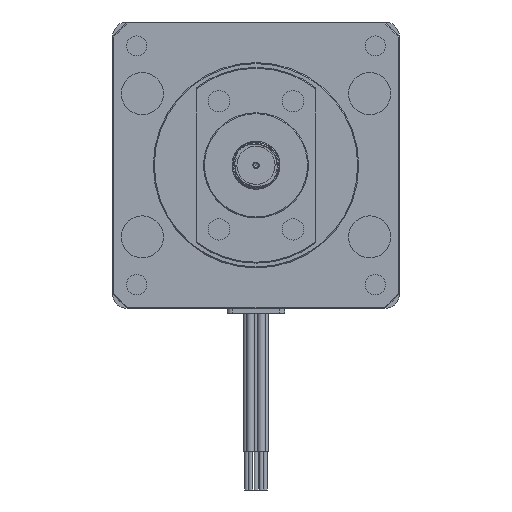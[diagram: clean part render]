
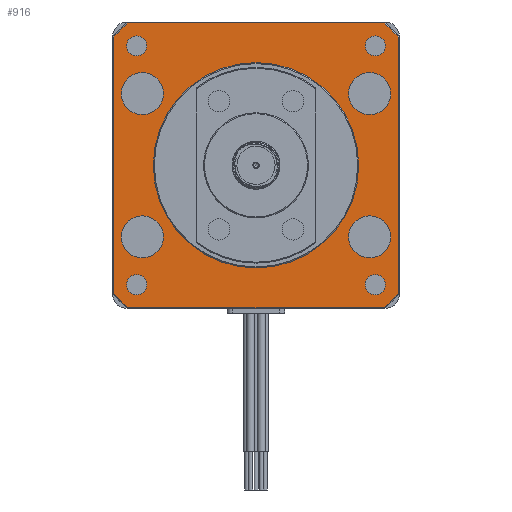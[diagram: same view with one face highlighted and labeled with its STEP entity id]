
A CAD part, front view. The second image highlights one B-rep face of the part: STEP entity #916.
In plain terms, the highlighted planar face has unit normal (0, -1, 0).
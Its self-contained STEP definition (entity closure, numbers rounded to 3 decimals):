
#916 = ADVANCED_FACE( '', ( #1861, #1862, #1863, #1864, #1865, #1866, #1867, #1868, #1869, #1870 ), #1871, .F. );
#1861 = FACE_BOUND( '', #10123, .T. );
#1862 = FACE_BOUND( '', #10124, .T. );
#1863 = FACE_BOUND( '', #10125, .T. );
#1864 = FACE_BOUND( '', #10126, .T. );
#1865 = FACE_BOUND( '', #10127, .T. );
#1866 = FACE_BOUND( '', #10128, .T. );
#1867 = FACE_BOUND( '', #10129, .T. );
#1868 = FACE_BOUND( '', #10130, .T. );
#1869 = FACE_BOUND( '', #10131, .T. );
#1870 = FACE_OUTER_BOUND( '', #10132, .T. );
#1871 = PLANE( '', #10133 );
#10123 = EDGE_LOOP( '', ( #19280 ) );
#10124 = EDGE_LOOP( '', ( #19281 ) );
#10125 = EDGE_LOOP( '', ( #19282 ) );
#10126 = EDGE_LOOP( '', ( #19283 ) );
#10127 = EDGE_LOOP( '', ( #19284 ) );
#10128 = EDGE_LOOP( '', ( #19285 ) );
#10129 = EDGE_LOOP( '', ( #19286 ) );
#10130 = EDGE_LOOP( '', ( #19287 ) );
#10131 = EDGE_LOOP( '', ( #19288 ) );
#10132 = EDGE_LOOP( '', ( #19289, #19290, #19291, #19292, #19293, #19294, #19295, #19296 ) );
#10133 = AXIS2_PLACEMENT_3D( '', #19297, #19298, #19299 );
#19280 = ORIENTED_EDGE( '', *, *, #20676, .T. );
#19281 = ORIENTED_EDGE( '', *, *, #20336, .T. );
#19282 = ORIENTED_EDGE( '', *, *, #20522, .T. );
#19283 = ORIENTED_EDGE( '', *, *, #20926, .T. );
#19284 = ORIENTED_EDGE( '', *, *, #20625, .T. );
#19285 = ORIENTED_EDGE( '', *, *, #20265, .T. );
#19286 = ORIENTED_EDGE( '', *, *, #20927, .T. );
#19287 = ORIENTED_EDGE( '', *, *, #20473, .T. );
#19288 = ORIENTED_EDGE( '', *, *, #20796, .T. );
#19289 = ORIENTED_EDGE( '', *, *, #20928, .T. );
#19290 = ORIENTED_EDGE( '', *, *, #20929, .T. );
#19291 = ORIENTED_EDGE( '', *, *, #20428, .T. );
#19292 = ORIENTED_EDGE( '', *, *, #20787, .T. );
#19293 = ORIENTED_EDGE( '', *, *, #20930, .T. );
#19294 = ORIENTED_EDGE( '', *, *, #20931, .T. );
#19295 = ORIENTED_EDGE( '', *, *, #20257, .T. );
#19296 = ORIENTED_EDGE( '', *, *, #20777, .T. );
#19297 = CARTESIAN_POINT( '', ( 0., -22.8, 0. ) );
#19298 = DIRECTION( '', ( 0., 1., 0. ) );
#19299 = DIRECTION( '', ( 0., 0., 1. ) );
#20257 = EDGE_CURVE( '', #21233, #21238, #21240, .T. );
#20265 = EDGE_CURVE( '', #21253, #21253, #21254, .T. );
#20336 = EDGE_CURVE( '', #21373, #21373, #21374, .T. );
#20428 = EDGE_CURVE( '', #21532, #21530, #21533, .T. );
#20473 = EDGE_CURVE( '', #21607, #21607, #21608, .T. );
#20522 = EDGE_CURVE( '', #21690, #21690, #21691, .T. );
#20625 = EDGE_CURVE( '', #21862, #21862, #21863, .T. );
#20676 = EDGE_CURVE( '', #21935, #21935, #21936, .T. );
#20777 = EDGE_CURVE( '', #21238, #22079, #22081, .F. );
#20787 = EDGE_CURVE( '', #21530, #22091, #22093, .F. );
#20796 = EDGE_CURVE( '', #22106, #22106, #22107, .T. );
#20926 = EDGE_CURVE( '', #22261, #22261, #22262, .T. );
#20927 = EDGE_CURVE( '', #22263, #22263, #22264, .T. );
#20928 = EDGE_CURVE( '', #22079, #22265, #22266, .T. );
#20929 = EDGE_CURVE( '', #22265, #21532, #22267, .F. );
#20930 = EDGE_CURVE( '', #22091, #22268, #22269, .T. );
#20931 = EDGE_CURVE( '', #22268, #21233, #22270, .F. );
#21233 = VERTEX_POINT( '', #22647 );
#21238 = VERTEX_POINT( '', #22656 );
#21240 = LINE( '', #22661, #22662 );
#21253 = VERTEX_POINT( '', #22677 );
#21254 = CIRCLE( '', #22678, 2.1 );
#21373 = VERTEX_POINT( '', #22828 );
#21374 = CIRCLE( '', #22829, 4.4 );
#21530 = VERTEX_POINT( '', #23043 );
#21532 = VERTEX_POINT( '', #23048 );
#21533 = LINE( '', #23049, #23050 );
#21607 = VERTEX_POINT( '', #24084 );
#21608 = CIRCLE( '', #24085, 2.1 );
#21690 = VERTEX_POINT( '', #25189 );
#21691 = CIRCLE( '', #25190, 4.4 );
#21862 = VERTEX_POINT( '', #25454 );
#21863 = CIRCLE( '', #25455, 2.1 );
#21935 = VERTEX_POINT( '', #25556 );
#21936 = CIRCLE( '', #25557, 4.4 );
#22079 = VERTEX_POINT( '', #25745 );
#22081 = CIRCLE( '', #25750, 40.1 );
#22091 = VERTEX_POINT( '', #25767 );
#22093 = CIRCLE( '', #25772, 40.1 );
#22106 = VERTEX_POINT( '', #25793 );
#22107 = CIRCLE( '', #25794, 21.5 );
#22261 = VERTEX_POINT( '', #26464 );
#22262 = CIRCLE( '', #26465, 4.4 );
#22263 = VERTEX_POINT( '', #26466 );
#22264 = CIRCLE( '', #26467, 2.1 );
#22265 = VERTEX_POINT( '', #26468 );
#22266 = LINE( '', #26469, #26470 );
#22267 = CIRCLE( '', #26471, 40.1 );
#22268 = VERTEX_POINT( '', #26472 );
#22269 = LINE( '', #26473, #26474 );
#22270 = CIRCLE( '', #26475, 40.1 );
#22647 = CARTESIAN_POINT( '', ( 26.832, -22.8, 29.8 ) );
#22656 = CARTESIAN_POINT( '', ( -26.832, -22.8, 29.8 ) );
#22661 = CARTESIAN_POINT( '', ( -26.909, -22.8, 29.8 ) );
#22662 = VECTOR( '', #27338, 1000. );
#22677 = CARTESIAN_POINT( '', ( 25., -22.8, 22.9 ) );
#22678 = AXIS2_PLACEMENT_3D( '', #27350, #27351, #27352 );
#22828 = CARTESIAN_POINT( '', ( -23.8, -22.8, 10.6 ) );
#22829 = AXIS2_PLACEMENT_3D( '', #27456, #27457, #27458 );
#23043 = CARTESIAN_POINT( '', ( 26.832, -22.8, -29.8 ) );
#23048 = CARTESIAN_POINT( '', ( -26.832, -22.8, -29.8 ) );
#23049 = CARTESIAN_POINT( '', ( 26.909, -22.8, -29.8 ) );
#23050 = VECTOR( '', #27595, 1000. );
#24084 = CARTESIAN_POINT( '', ( -25., -22.8, -27.1 ) );
#24085 = AXIS2_PLACEMENT_3D( '', #27656, #27657, #27658 );
#25189 = CARTESIAN_POINT( '', ( 23.8, -22.8, 10.6 ) );
#25190 = AXIS2_PLACEMENT_3D( '', #27718, #27719, #27720 );
#25454 = CARTESIAN_POINT( '', ( -25., -22.8, 22.9 ) );
#25455 = AXIS2_PLACEMENT_3D( '', #27892, #27893, #27894 );
#25556 = CARTESIAN_POINT( '', ( -23.8, -22.8, -19.4 ) );
#25557 = AXIS2_PLACEMENT_3D( '', #27954, #27955, #27956 );
#25745 = CARTESIAN_POINT( '', ( -29.8, -22.8, 26.832 ) );
#25750 = AXIS2_PLACEMENT_3D( '', #28101, #28102, #28103 );
#25767 = CARTESIAN_POINT( '', ( 29.8, -22.8, -26.832 ) );
#25772 = AXIS2_PLACEMENT_3D( '', #28108, #28109, #28110 );
#25793 = CARTESIAN_POINT( '', ( -21.5, -22.8, 0. ) );
#25794 = AXIS2_PLACEMENT_3D( '', #28120, #28121, #28122 );
#26464 = CARTESIAN_POINT( '', ( 23.8, -22.8, -19.4 ) );
#26465 = AXIS2_PLACEMENT_3D( '', #28233, #28234, #28235 );
#26466 = CARTESIAN_POINT( '', ( 25., -22.8, -27.1 ) );
#26467 = AXIS2_PLACEMENT_3D( '', #28236, #28237, #28238 );
#26468 = CARTESIAN_POINT( '', ( -29.8, -22.8, -26.832 ) );
#26469 = CARTESIAN_POINT( '', ( -29.8, -22.8, -26.909 ) );
#26470 = VECTOR( '', #28239, 1000. );
#26471 = AXIS2_PLACEMENT_3D( '', #28240, #28241, #28242 );
#26472 = CARTESIAN_POINT( '', ( 29.8, -22.8, 26.832 ) );
#26473 = CARTESIAN_POINT( '', ( 29.8, -22.8, 26.909 ) );
#26474 = VECTOR( '', #28243, 1000. );
#26475 = AXIS2_PLACEMENT_3D( '', #28244, #28245, #28246 );
#27338 = DIRECTION( '', ( -1., 0., 0. ) );
#27350 = CARTESIAN_POINT( '', ( 25., -22.8, 25. ) );
#27351 = DIRECTION( '', ( 0., 1., 0. ) );
#27352 = DIRECTION( '', ( 0., 0., -1. ) );
#27456 = CARTESIAN_POINT( '', ( -23.8, -22.8, 15. ) );
#27457 = DIRECTION( '', ( 0., 1., 0. ) );
#27458 = DIRECTION( '', ( 0., 0., -1. ) );
#27595 = DIRECTION( '', ( 1., 0., 0. ) );
#27656 = CARTESIAN_POINT( '', ( -25., -22.8, -25. ) );
#27657 = DIRECTION( '', ( 0., 1., 0. ) );
#27658 = DIRECTION( '', ( 0., 0., -1. ) );
#27718 = CARTESIAN_POINT( '', ( 23.8, -22.8, 15. ) );
#27719 = DIRECTION( '', ( 0., 1., 0. ) );
#27720 = DIRECTION( '', ( 0., 0., -1. ) );
#27892 = CARTESIAN_POINT( '', ( -25., -22.8, 25. ) );
#27893 = DIRECTION( '', ( 0., 1., 0. ) );
#27894 = DIRECTION( '', ( 0., 0., -1. ) );
#27954 = CARTESIAN_POINT( '', ( -23.8, -22.8, -15. ) );
#27955 = DIRECTION( '', ( 0., 1., 0. ) );
#27956 = DIRECTION( '', ( 0., 0., -1. ) );
#28101 = CARTESIAN_POINT( '', ( 0., -22.8, 0. ) );
#28102 = DIRECTION( '', ( 0., 1., 0. ) );
#28103 = DIRECTION( '', ( 0., 0., 1. ) );
#28108 = CARTESIAN_POINT( '', ( 0., -22.8, 0. ) );
#28109 = DIRECTION( '', ( 0., 1., 0. ) );
#28110 = DIRECTION( '', ( 0., 0., 1. ) );
#28120 = CARTESIAN_POINT( '', ( 0., -22.8, 0. ) );
#28121 = DIRECTION( '', ( 0., 1., 0. ) );
#28122 = DIRECTION( '', ( -1., 0., 0. ) );
#28233 = CARTESIAN_POINT( '', ( 23.8, -22.8, -15. ) );
#28234 = DIRECTION( '', ( 0., 1., 0. ) );
#28235 = DIRECTION( '', ( 0., 0., -1. ) );
#28236 = CARTESIAN_POINT( '', ( 25., -22.8, -25. ) );
#28237 = DIRECTION( '', ( 0., 1., 0. ) );
#28238 = DIRECTION( '', ( 0., 0., -1. ) );
#28239 = DIRECTION( '', ( 0., 0., -1. ) );
#28240 = CARTESIAN_POINT( '', ( 0., -22.8, 0. ) );
#28241 = DIRECTION( '', ( 0., 1., 0. ) );
#28242 = DIRECTION( '', ( 0., 0., 1. ) );
#28243 = DIRECTION( '', ( 0., 0., 1. ) );
#28244 = CARTESIAN_POINT( '', ( 0., -22.8, 0. ) );
#28245 = DIRECTION( '', ( 0., 1., 0. ) );
#28246 = DIRECTION( '', ( 0., 0., 1. ) );
